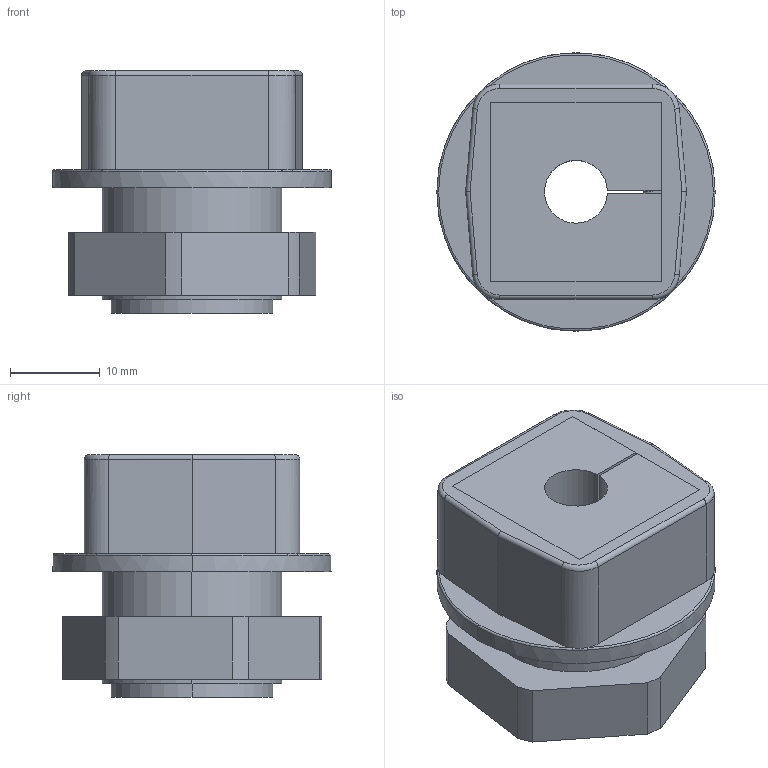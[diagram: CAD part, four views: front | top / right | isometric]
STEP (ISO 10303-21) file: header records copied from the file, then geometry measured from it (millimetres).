
FILE_DESCRIPTION(('STEP AP242'),'1');
FILE_NAME('45695.stp','2019-11-05T14:03:11',('TraceParts'),('TraceParts S.A.'),'Spatial InterOp 3D',' ',' ');
FILE_SCHEMA(('AP242_MANAGED_MODEL_BASED_3D_ENGINEERING_MIM_LF {1 0 10303 442 1 1 4}'));
Length unit declared in the file: millimetre
Products named in the file (1): 45695_1
Bounding box: 31 x 31 x 27 mm (x, y, z)
Volume: 10271.4 mm3; surface area: 8446.1 mm2
Topology: 3 solids, 3 shells, 92 faces, 227 edges, 144 vertices
Faces by surface type: plane 48, cylinder 28, torus 12, bspline 4
Entity records: 2866 total; most frequent: CARTESIAN_POINT 608, DIRECTION 491, ORIENTED_EDGE 454, EDGE_CURVE 227, AXIS2_PLACEMENT_3D 179, VERTEX_POINT 144, LINE 133, VECTOR 133
